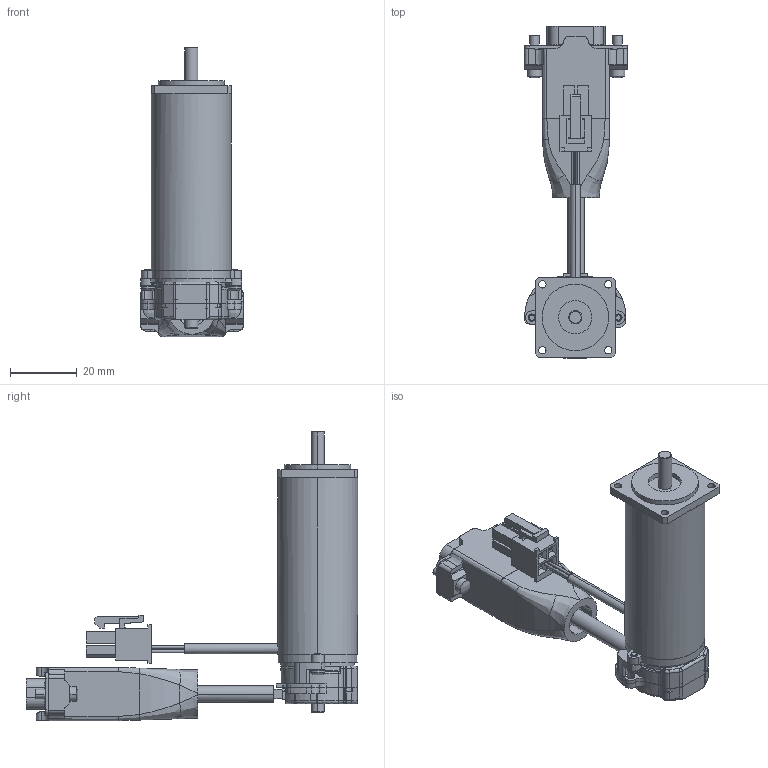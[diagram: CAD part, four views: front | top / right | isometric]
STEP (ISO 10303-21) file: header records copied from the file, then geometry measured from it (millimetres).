
FILE_DESCRIPTION (( 'STEP AP214' ), '1' );
FILE_NAME ('MP24-2B-MX2500.STEP', '2021-09-15T18:06:22', ( '' ), ( '' ), 'SwSTEP 2.0', 'SolidWorks 2019', '' );
FILE_SCHEMA (( 'AUTOMOTIVE_DESIGN' ));
Length unit declared in the file: millimetre
Products named in the file (7): 39-01-2040; MP24-2B MOTOR; MP24-2B-MX2500; 5748677-1; 748364-1; QM22-A-E-A; 97690A142_2-56-3-16_97690A142
Assembly tree (7 placements, depth 2):
  MP24-2B-MX2500
    MP24-2B MOTOR
    QM22-A-E-A
    97690A142_2-56-3-16_97690A142  x2
    39-01-2040
    5748677-1
    748364-1
Bounding box: 30.89 x 99.74 x 86.96 mm (x, y, z)
Volume: 42735.7 mm3; surface area: 22998.4 mm2
Topology: 6 solids, 15 shells, 2752 faces, 7465 edges, 4801 vertices
Faces by surface type: plane 1333, cylinder 1039, bspline 289, cone 73, torus 18
Entity records: 106461 total; most frequent: CARTESIAN_POINT 28901, ORIENTED_EDGE 14172, DIRECTION 12639, EDGE_CURVE 7134, VERTEX_POINT 4613, AXIS2_PLACEMENT_3D 4329, LINE 3981, VECTOR 3981
